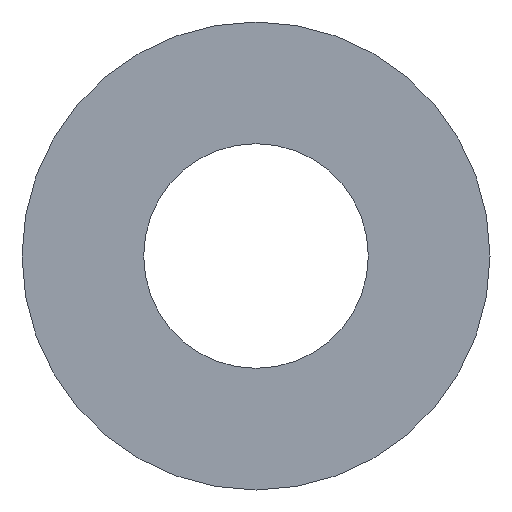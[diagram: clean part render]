
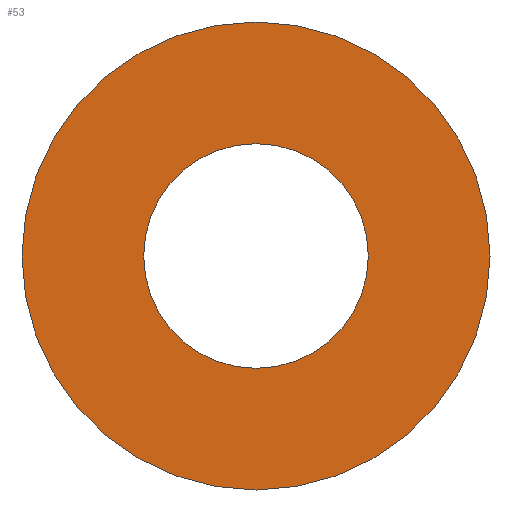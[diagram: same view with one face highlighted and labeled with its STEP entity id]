
A CAD part, front view. The second image highlights one B-rep face of the part: STEP entity #53.
In plain terms, the highlighted planar face has unit normal (0, -1, 0).
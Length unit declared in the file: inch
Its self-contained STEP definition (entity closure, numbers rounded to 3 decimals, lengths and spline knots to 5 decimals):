
#18 = VERTEX_POINT ( 'NONE', #137 ) ;
#19 = EDGE_CURVE ( 'NONE', #18, #65, #148, .T. ) ;
#20 = ORIENTED_EDGE ( 'NONE', *, *, #41, .F. ) ;
#25 = EDGE_LOOP ( 'NONE', ( #38, #20 ) ) ;
#37 = ORIENTED_EDGE ( 'NONE', *, *, #51, .T. ) ;
#38 = ORIENTED_EDGE ( 'NONE', *, *, #52, .F. ) ;
#40 = VERTEX_POINT ( 'NONE', #197 ) ;
#41 = EDGE_CURVE ( 'NONE', #40, #43, #188, .T. ) ;
#43 = VERTEX_POINT ( 'NONE', #193 ) ;
#46 = EDGE_LOOP ( 'NONE', ( #50, #37 ) ) ;
#50 = ORIENTED_EDGE ( 'NONE', *, *, #19, .T. ) ;
#51 = EDGE_CURVE ( 'NONE', #65, #18, #210, .T. ) ;
#52 = EDGE_CURVE ( 'NONE', #43, #40, #183, .T. ) ;
#53 = ADVANCED_FACE ( 'NONE', ( #184, #178 ), #242, .T. ) ;
#65 = VERTEX_POINT ( 'NONE', #284 ) ;
#137 = CARTESIAN_POINT ( 'NONE',  ( 0., 0., -0.125 ) ) ;
#144 = DIRECTION ( 'NONE',  ( 0., 0., -1. ) ) ;
#145 = DIRECTION ( 'NONE',  ( 0., -1., 0. ) ) ;
#146 = CARTESIAN_POINT ( 'NONE',  ( 0., 0., 0. ) ) ;
#147 = AXIS2_PLACEMENT_3D ( 'NONE', #146, #145, #144 ) ;
#148 = CIRCLE ( 'NONE', #147, 0.125 ) ;
#178 = FACE_BOUND ( 'NONE', #25, .T. ) ;
#179 = DIRECTION ( 'NONE',  ( 0., 0., -1. ) ) ;
#180 = DIRECTION ( 'NONE',  ( 0., -1., 0. ) ) ;
#181 = AXIS2_PLACEMENT_3D ( 'NONE', #182, #180, #179 ) ;
#182 = CARTESIAN_POINT ( 'NONE',  ( 0., 0., 0. ) ) ;
#183 = CIRCLE ( 'NONE', #181, 0.06 ) ;
#184 = FACE_OUTER_BOUND ( 'NONE', #46, .T. ) ;
#185 = DIRECTION ( 'NONE',  ( 0., 0., -1. ) ) ;
#188 = CIRCLE ( 'NONE', #192, 0.06 ) ;
#190 = DIRECTION ( 'NONE',  ( 0., -1., 0. ) ) ;
#191 = CARTESIAN_POINT ( 'NONE',  ( 0., 0., 0. ) ) ;
#192 = AXIS2_PLACEMENT_3D ( 'NONE', #191, #190, #211 ) ;
#193 = CARTESIAN_POINT ( 'NONE',  ( 0., 0., -0.06 ) ) ;
#197 = CARTESIAN_POINT ( 'NONE',  ( 0., 0., 0.06 ) ) ;
#207 = DIRECTION ( 'NONE',  ( 0., -1., 0. ) ) ;
#208 = CARTESIAN_POINT ( 'NONE',  ( 0., 0., 0. ) ) ;
#209 = AXIS2_PLACEMENT_3D ( 'NONE', #208, #207, #185 ) ;
#210 = CIRCLE ( 'NONE', #209, 0.125 ) ;
#211 = DIRECTION ( 'NONE',  ( 0., 0., -1. ) ) ;
#238 = DIRECTION ( 'NONE',  ( 0., 0., -1. ) ) ;
#239 = DIRECTION ( 'NONE',  ( 0., -1., 0. ) ) ;
#240 = CARTESIAN_POINT ( 'NONE',  ( 0.06, 0., 0. ) ) ;
#241 = AXIS2_PLACEMENT_3D ( 'NONE', #240, #239, #238 ) ;
#242 = PLANE ( 'NONE',  #241 ) ;
#284 = CARTESIAN_POINT ( 'NONE',  ( 0., 0., 0.125 ) ) ;
